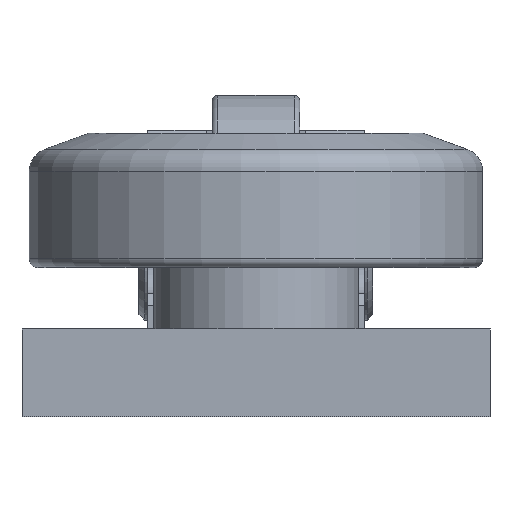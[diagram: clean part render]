
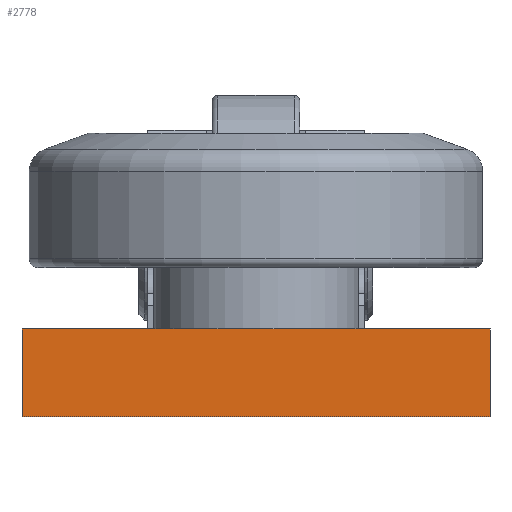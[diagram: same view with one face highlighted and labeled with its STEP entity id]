
A CAD part, left-side view. The second image highlights one B-rep face of the part: STEP entity #2778.
In plain terms, the highlighted planar face has unit normal (-1, 0, 0).
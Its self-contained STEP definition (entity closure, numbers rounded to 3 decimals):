
#109=LINE('',#4678,#259);
#111=LINE('',#4693,#261);
#112=LINE('',#4694,#262);
#113=LINE('',#4695,#263);
#259=VECTOR('',#3848,10.);
#261=VECTOR('',#3862,10.);
#262=VECTOR('',#3863,10.);
#263=VECTOR('',#3864,10.);
#450=PLANE('',#3135);
#562=FACE_OUTER_BOUND('',#716,.T.);
#716=EDGE_LOOP('',(#2225,#2226,#2227,#2228));
#1231=VERTEX_POINT('',#4675);
#1232=VERTEX_POINT('',#4677);
#1238=VERTEX_POINT('',#4691);
#1239=VERTEX_POINT('',#4692);
#1601=EDGE_CURVE('',#1231,#1232,#109,.T.);
#1608=EDGE_CURVE('',#1238,#1239,#111,.T.);
#1609=EDGE_CURVE('',#1232,#1239,#112,.T.);
#1610=EDGE_CURVE('',#1231,#1238,#113,.T.);
#2225=ORIENTED_EDGE('',*,*,#1608,.T.);
#2226=ORIENTED_EDGE('',*,*,#1609,.F.);
#2227=ORIENTED_EDGE('',*,*,#1601,.F.);
#2228=ORIENTED_EDGE('',*,*,#1610,.T.);
#2778=ADVANCED_FACE('',(#562),#450,.T.);
#3135=AXIS2_PLACEMENT_3D('',#4690,#3860,#3861);
#3848=DIRECTION('',(0.,1.,0.));
#3860=DIRECTION('center_axis',(-1.,0.,0.));
#3861=DIRECTION('ref_axis',(0.,0.,1.));
#3862=DIRECTION('',(0.,1.,0.));
#3863=DIRECTION('',(0.,0.,1.));
#3864=DIRECTION('',(0.,0.,1.));
#4675=CARTESIAN_POINT('',(0.,0.,0.));
#4677=CARTESIAN_POINT('',(0.,80.,0.));
#4678=CARTESIAN_POINT('',(0.,0.,0.));
#4690=CARTESIAN_POINT('Origin',(0.,0.,0.));
#4691=CARTESIAN_POINT('',(0.,0.,15.));
#4692=CARTESIAN_POINT('',(0.,80.,15.));
#4693=CARTESIAN_POINT('',(0.,0.,15.));
#4694=CARTESIAN_POINT('',(0.,80.,0.));
#4695=CARTESIAN_POINT('',(0.,0.,0.));
